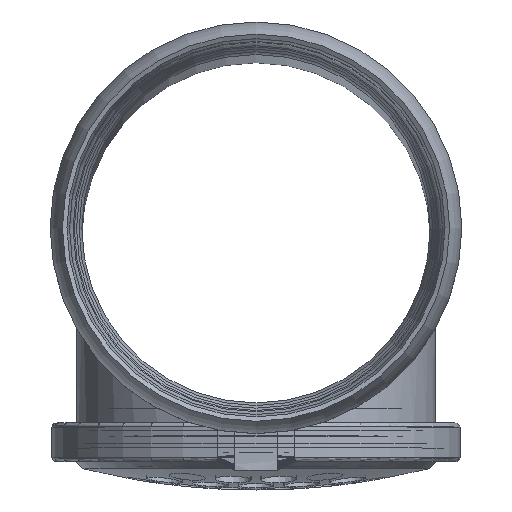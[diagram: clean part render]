
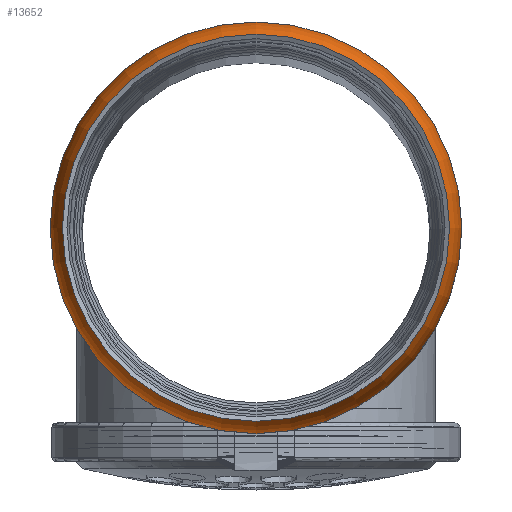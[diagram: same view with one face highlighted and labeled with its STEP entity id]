
A CAD part, top view. The second image highlights one B-rep face of the part: STEP entity #13652.
In plain terms, the highlighted toroidal (fillet/blend) face has major radius 340 mm and minor radius 245 mm.
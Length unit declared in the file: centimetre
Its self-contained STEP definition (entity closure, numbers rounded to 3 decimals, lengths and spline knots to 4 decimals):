
#202=TOROIDAL_SURFACE('',#14189,34.,24.5);
#1526=FACE_OUTER_BOUND('',#2264,.T.);
#2264=EDGE_LOOP('',(#11788,#11789,#11790,#11791,#11792,#11793));
#5502=CIRCLE('',#14187,55.0117);
#5503=CIRCLE('',#14188,55.0117);
#5504=CIRCLE('',#14190,58.5);
#5505=CIRCLE('',#14191,58.5);
#5506=CIRCLE('',#14192,24.5);
#6621=VERTEX_POINT('',#34779);
#6622=VERTEX_POINT('',#34781);
#6623=VERTEX_POINT('',#34785);
#6624=VERTEX_POINT('',#34786);
#8408=EDGE_CURVE('',#6622,#6621,#5502,.T.);
#8409=EDGE_CURVE('',#6621,#6622,#5503,.T.);
#8410=EDGE_CURVE('',#6623,#6624,#5504,.T.);
#8411=EDGE_CURVE('',#6624,#6623,#5505,.T.);
#8412=EDGE_CURVE('',#6624,#6622,#5506,.T.);
#11788=ORIENTED_EDGE('',*,*,#8410,.F.);
#11789=ORIENTED_EDGE('',*,*,#8411,.F.);
#11790=ORIENTED_EDGE('',*,*,#8412,.T.);
#11791=ORIENTED_EDGE('',*,*,#8408,.T.);
#11792=ORIENTED_EDGE('',*,*,#8409,.T.);
#11793=ORIENTED_EDGE('',*,*,#8412,.F.);
#13652=ADVANCED_FACE('',(#1526),#202,.T.);
#14187=AXIS2_PLACEMENT_3D('',#34782,#16409,#16410);
#14188=AXIS2_PLACEMENT_3D('',#34783,#16411,#16412);
#14189=AXIS2_PLACEMENT_3D('',#34784,#16413,#16414);
#14190=AXIS2_PLACEMENT_3D('',#34787,#16415,#16416);
#14191=AXIS2_PLACEMENT_3D('',#34788,#16417,#16418);
#14192=AXIS2_PLACEMENT_3D('',#34789,#16419,#16420);
#16409=DIRECTION('center_axis',(0.,0.,
-1.));
#16410=DIRECTION('ref_axis',(1.,0.,0.));
#16411=DIRECTION('center_axis',(0.,0.,
-1.));
#16412=DIRECTION('ref_axis',(1.,0.,0.));
#16413=DIRECTION('center_axis',(0.,0.,
-1.));
#16414=DIRECTION('ref_axis',(0.,1.,0.));
#16415=DIRECTION('center_axis',(0.,0.,
-1.));
#16416=DIRECTION('ref_axis',(1.,0.,0.));
#16417=DIRECTION('center_axis',(0.,0.,
-1.));
#16418=DIRECTION('ref_axis',(1.,0.,0.));
#16419=DIRECTION('center_axis',(-1.,0.,0.));
#16420=DIRECTION('ref_axis',(0.,-1.,0.));
#34779=CARTESIAN_POINT('',(-55.0117,0.,1500.));
#34781=CARTESIAN_POINT('',(0.,-55.0117,1500.));
#34782=CARTESIAN_POINT('Origin',(0.,0.,1500.));
#34783=CARTESIAN_POINT('Origin',(0.,0.,1500.));
#34784=CARTESIAN_POINT('Origin',(0.,0.,
1487.4));
#34785=CARTESIAN_POINT('',(-58.5,0.,1487.4));
#34786=CARTESIAN_POINT('',(0.,-58.5,1487.4));
#34787=CARTESIAN_POINT('Origin',(0.,0.,
1487.4));
#34788=CARTESIAN_POINT('Origin',(0.,0.,
1487.4));
#34789=CARTESIAN_POINT('Origin',(0.,-34.,1487.4));
